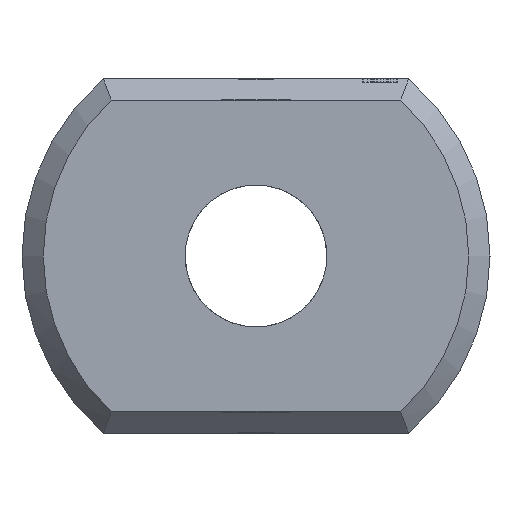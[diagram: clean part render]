
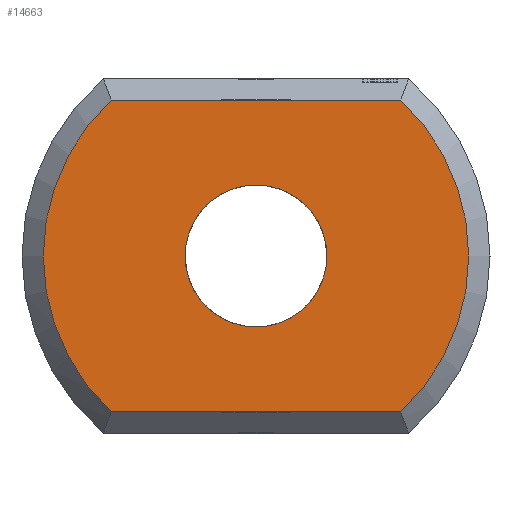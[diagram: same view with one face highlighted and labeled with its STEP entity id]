
A CAD part, left-side view. The second image highlights one B-rep face of the part: STEP entity #14663.
In plain terms, the highlighted planar face has unit normal (-1, 0, 0).
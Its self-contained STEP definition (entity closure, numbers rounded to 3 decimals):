
#3641 = VERTEX_POINT('',#3642);
#3642 = CARTESIAN_POINT('',(0.,-2.04,2.2));
#3651 = VERTEX_POINT('',#3652);
#3652 = CARTESIAN_POINT('',(0.,-2.04,-2.2));
#3659 = EDGE_CURVE('',#3641,#3651,#3660,.T.);
#3660 = CIRCLE('',#3661,3.);
#3661 = AXIS2_PLACEMENT_3D('',#3662,#3663,#3664);
#3662 = CARTESIAN_POINT('',(0.,0.,0.));
#3663 = DIRECTION('',(1.,0.,0.));
#3664 = DIRECTION('',(0.,-0.653,0.758)
  );
#4376 = VERTEX_POINT('',#4377);
#4377 = CARTESIAN_POINT('',(0.,2.04,2.2));
#4384 = EDGE_CURVE('',#3641,#4376,#4385,.T.);
#4385 = LINE('',#4386,#4387);
#4386 = CARTESIAN_POINT('',(0.,-2.154,2.2));
#4387 = VECTOR('',#4388,1.);
#4388 = DIRECTION('',(0.,1.,0.));
#14663 = ADVANCED_FACE('',(#14664,#14683),#14694,.F.);
#14664 = FACE_BOUND('',#14665,.F.);
#14665 = EDGE_LOOP('',(#14666,#14675,#14676,#14677));
#14666 = ORIENTED_EDGE('',*,*,#14667,.T.);
#14667 = EDGE_CURVE('',#14668,#4376,#14670,.T.);
#14668 = VERTEX_POINT('',#14669);
#14669 = CARTESIAN_POINT('',(0.,2.04,-2.2));
#14670 = CIRCLE('',#14671,3.);
#14671 = AXIS2_PLACEMENT_3D('',#14672,#14673,#14674);
#14672 = CARTESIAN_POINT('',(0.,0.,0.));
#14673 = DIRECTION('',(1.,0.,0.));
#14674 = DIRECTION('',(0.,0.653,-0.758)
  );
#14675 = ORIENTED_EDGE('',*,*,#4384,.F.);
#14676 = ORIENTED_EDGE('',*,*,#3659,.T.);
#14677 = ORIENTED_EDGE('',*,*,#14678,.T.);
#14678 = EDGE_CURVE('',#3651,#14668,#14679,.T.);
#14679 = LINE('',#14680,#14681);
#14680 = CARTESIAN_POINT('',(0.,-2.154,-2.2));
#14681 = VECTOR('',#14682,1.);
#14682 = DIRECTION('',(0.,1.,0.));
#14683 = FACE_BOUND('',#14684,.T.);
#14684 = EDGE_LOOP('',(#14685));
#14685 = ORIENTED_EDGE('',*,*,#14686,.T.);
#14686 = EDGE_CURVE('',#14687,#14687,#14689,.T.);
#14687 = VERTEX_POINT('',#14688);
#14688 = CARTESIAN_POINT('',(0.,1.,0.)
  );
#14689 = CIRCLE('',#14690,1.);
#14690 = AXIS2_PLACEMENT_3D('',#14691,#14692,#14693);
#14691 = CARTESIAN_POINT('',(0.,0.,0.));
#14692 = DIRECTION('',(1.,0.,0.));
#14693 = DIRECTION('',(0.,1.,0.));
#14694 = PLANE('',#14695);
#14695 = AXIS2_PLACEMENT_3D('',#14696,#14697,#14698);
#14696 = CARTESIAN_POINT('',(0.,0.,0.));
#14697 = DIRECTION('',(1.,0.,0.));
#14698 = DIRECTION('',(0.,0.,1.));
